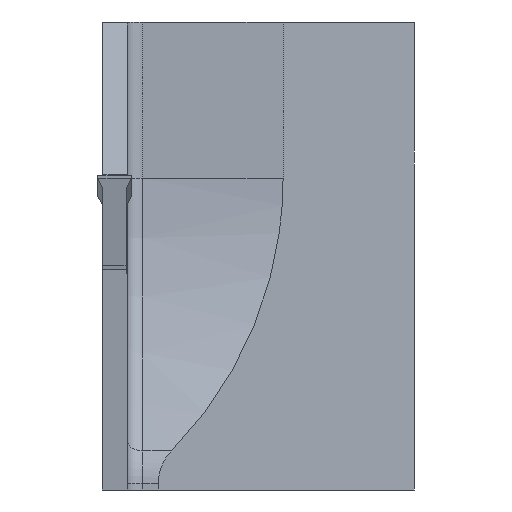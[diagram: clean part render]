
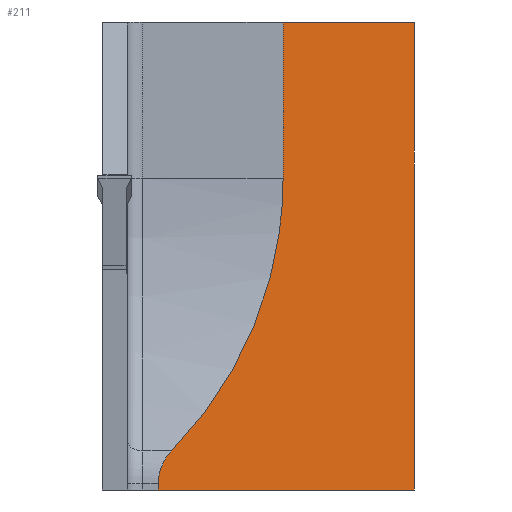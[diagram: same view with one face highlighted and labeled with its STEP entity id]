
A CAD part, left-side view. The second image highlights one B-rep face of the part: STEP entity #211.
In plain terms, the highlighted planar face has unit normal (-0.707, -0.707, 0).
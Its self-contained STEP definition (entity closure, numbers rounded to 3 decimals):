
#165=ELLIPSE('',#1062,35.355,25.);
#169=ELLIPSE('',#1092,4.243,3.);
#211=ADVANCED_FACE('',(#303),#254,.T.);
#254=PLANE('',#1102);
#303=FACE_OUTER_BOUND('',#353,.T.);
#353=EDGE_LOOP('',(#522,#523,#524,#525,#526,#527,#528));
#522=ORIENTED_EDGE('',*,*,#729,.F.);
#523=ORIENTED_EDGE('',*,*,#787,.F.);
#524=ORIENTED_EDGE('',*,*,#789,.F.);
#525=ORIENTED_EDGE('',*,*,#759,.F.);
#526=ORIENTED_EDGE('',*,*,#766,.F.);
#527=ORIENTED_EDGE('',*,*,#783,.F.);
#528=ORIENTED_EDGE('',*,*,#725,.F.);
#643=VERTEX_POINT('',#1404);
#644=VERTEX_POINT('',#1405);
#647=VERTEX_POINT('',#1413);
#668=VERTEX_POINT('',#1464);
#670=VERTEX_POINT('',#1470);
#676=VERTEX_POINT('',#1484);
#683=VERTEX_POINT('',#1525);
#725=EDGE_CURVE('',#643,#644,#849,.T.);
#729=EDGE_CURVE('',#647,#643,#165,.T.);
#759=EDGE_CURVE('',#670,#668,#877,.T.);
#766=EDGE_CURVE('',#676,#670,#883,.T.);
#783=EDGE_CURVE('',#644,#676,#897,.T.);
#787=EDGE_CURVE('',#683,#647,#169,.T.);
#789=EDGE_CURVE('',#668,#683,#901,.T.);
#849=LINE('',#1403,#958);
#877=LINE('',#1471,#986);
#883=LINE('',#1485,#992);
#897=LINE('',#1517,#1006);
#901=LINE('',#1529,#1010);
#958=VECTOR('',#1148,1.);
#986=VECTOR('',#1200,1.);
#992=VECTOR('',#1210,1.);
#1006=VECTOR('',#1250,1.);
#1010=VECTOR('',#1266,1.);
#1062=AXIS2_PLACEMENT_3D('',#1412,#1154,#1155);
#1092=AXIS2_PLACEMENT_3D('',#1526,#1261,#1262);
#1102=AXIS2_PLACEMENT_3D('',#1538,#1283,#1284);
#1148=DIRECTION('',(0.,0.,1.));
#1154=DIRECTION('',(-0.707,-0.707,0.));
#1155=DIRECTION('',(-0.707,0.707,0.));
#1200=DIRECTION('',(-0.707,0.707,0.));
#1210=DIRECTION('',(0.,0.,-1.));
#1250=DIRECTION('',(0.707,-0.707,0.));
#1261=DIRECTION('',(0.707,0.707,0.));
#1262=DIRECTION('',(-0.707,0.707,0.));
#1266=DIRECTION('',(0.,0.,1.));
#1283=DIRECTION('',(-0.707,-0.707,0.));
#1284=DIRECTION('',(-0.707,0.707,0.));
#1403=CARTESIAN_POINT('',(16.,8.4,-287.));
#1404=CARTESIAN_POINT('',(16.,8.4,0.));
#1405=CARTESIAN_POINT('',(16.,8.4,10.));
#1412=CARTESIAN_POINT('',(-9.,33.4,0.));
#1413=CARTESIAN_POINT('',(8.857,15.543,-17.496));
#1464=CARTESIAN_POINT('',(8.,16.4,-20.));
#1470=CARTESIAN_POINT('',(24.4,0.,-20.));
#1471=CARTESIAN_POINT('',(24.4,0.,-20.));
#1484=CARTESIAN_POINT('',(24.4,0.,10.));
#1485=CARTESIAN_POINT('',(24.4,0.,-287.));
#1517=CARTESIAN_POINT('',(24.4,0.,10.));
#1525=CARTESIAN_POINT('',(8.,16.4,-19.596));
#1526=CARTESIAN_POINT('',(11.,13.4,-19.596));
#1529=CARTESIAN_POINT('',(8.,16.4,-287.));
#1538=CARTESIAN_POINT('',(24.4,0.,-287.));
